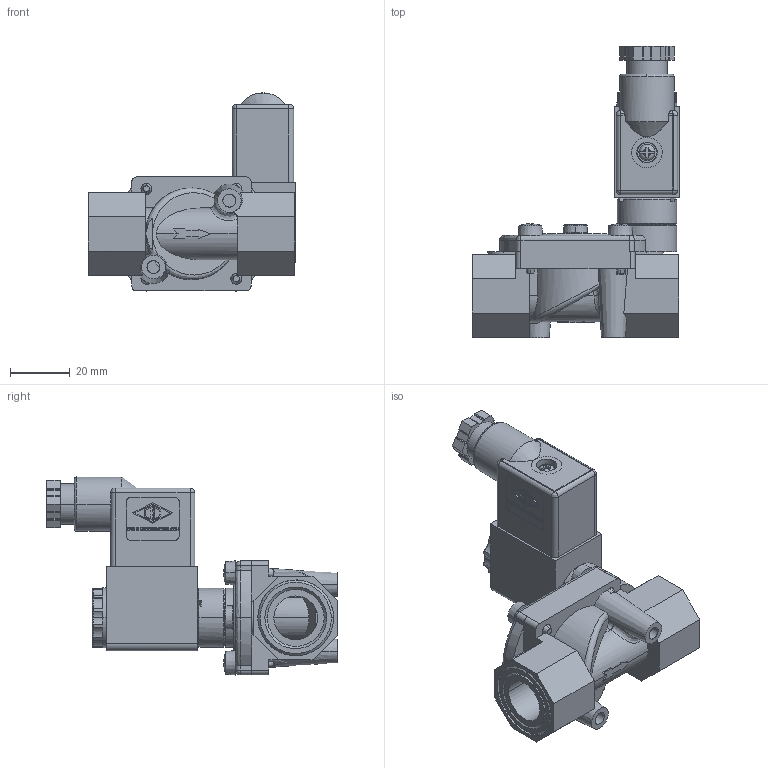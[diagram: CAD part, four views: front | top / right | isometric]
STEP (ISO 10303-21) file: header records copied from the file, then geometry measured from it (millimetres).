
FILE_DESCRIPTION (( 'STEP AP214' ), '1' );
FILE_NAME ('DVD-2BC3A-24A.step', '2016-04-27T15:09:43', ( '' ), ( '' ), 'SwSTEP 2.0', 'SolidWorks 2015', '' );
FILE_SCHEMA (( 'AUTOMOTIVE_DESIGN' ));
Length unit declared in the file: inch
Products named in the file (1): DVD-2BC3A-24A
Bounding box: 69.49 x 97.38 x 66.31 mm (x, y, z)
Volume: 65814.3 mm3; surface area: 40109.9 mm2
Topology: 13 solids, 13 shells, 1441 faces, 3807 edges, 2489 vertices
Faces by surface type: plane 721, bspline 336, cylinder 253, cone 129, torus 2
Entity records: 58056 total; most frequent: CARTESIAN_POINT 25790, ORIENTED_EDGE 7578, DIRECTION 5027, EDGE_CURVE 3789, VERTEX_POINT 2489, LINE 1819, VECTOR 1819, AXIS2_PLACEMENT_3D 1604
